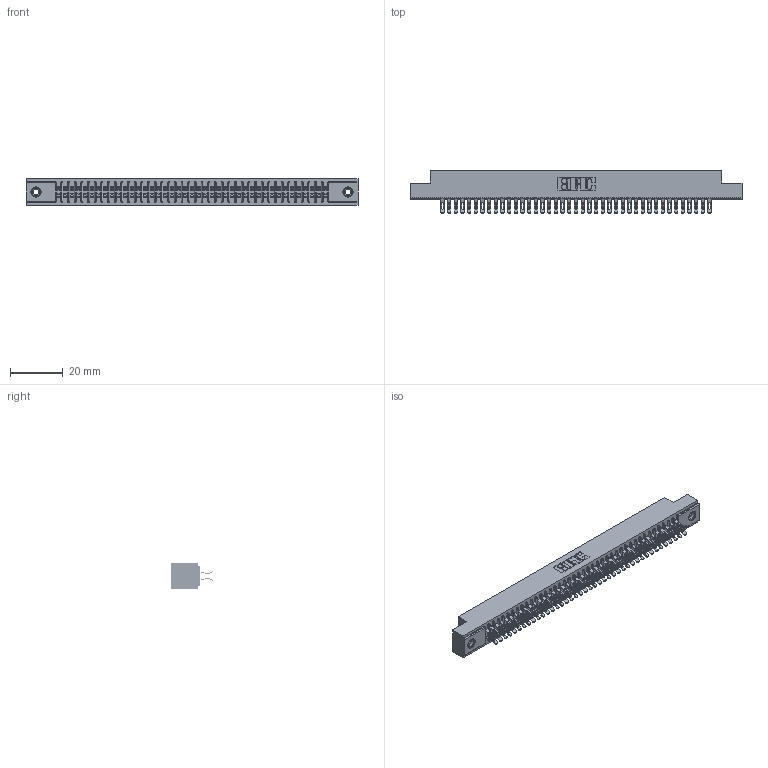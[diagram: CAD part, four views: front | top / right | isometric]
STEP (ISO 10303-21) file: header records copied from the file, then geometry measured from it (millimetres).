
FILE_DESCRIPTION (( 'STEP AP203' ), '1' );
FILE_NAME ('341-082-555-208.STEP', '2018-08-07T22:18:12', ( '' ), ( '' ), 'SwSTEP 2.0', 'SolidWorks 2016', '' );
FILE_SCHEMA (( 'CONFIG_CONTROL_DESIGN' ));
Length unit declared in the file: inch
Products named in the file (4): 341-082-555-208; 341 Part_.156 (3.96) Dia Mounting Holes; 341-292-001_341-292-155; 345-250-001_345-250-003-102
Assembly tree (85 placements, depth 2):
  341-082-555-208
    341 Part_.156 (3.96) Dia Mounting Holes
    341-292-001_341-292-155  x82
    345-250-001_345-250-003-102  x2
Bounding box: 126.36 x 16.31 x 10.16 mm (x, y, z)
Volume: 9428.2 mm3; surface area: 17392.7 mm2
Topology: 85 solids, 85 shells, 6572 faces, 19599 edges, 12754 vertices
Faces by surface type: plane 3544, cylinder 2848, sphere 84, torus 84, cone 12
Entity records: 51407 total; most frequent: CARTESIAN_POINT 8544, ORIENTED_EDGE 8474, DIRECTION 8293, EDGE_CURVE 4237, LINE 3403, VECTOR 3403, VERTEX_POINT 2680, AXIS2_PLACEMENT_3D 2445
